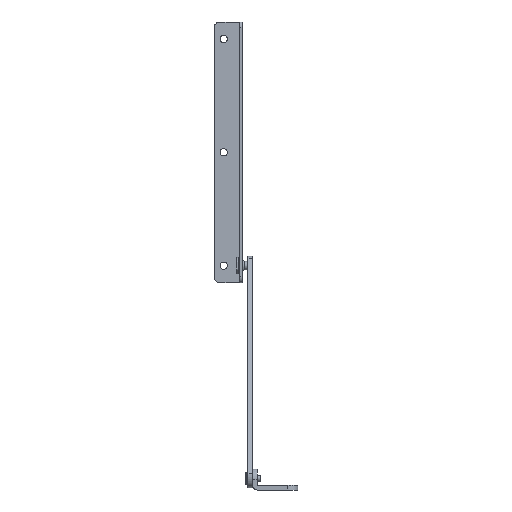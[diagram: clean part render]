
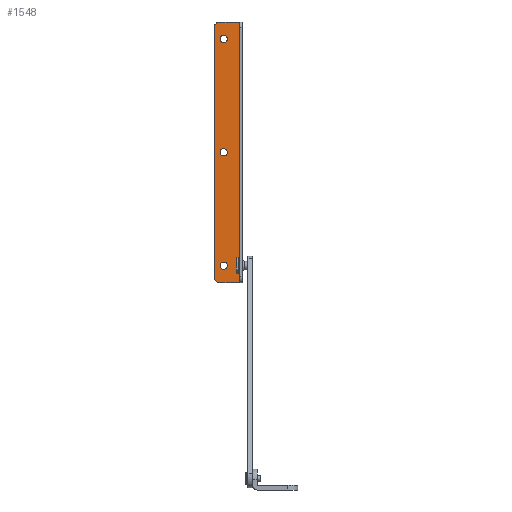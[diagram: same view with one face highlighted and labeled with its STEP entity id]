
A CAD part, left-side view. The second image highlights one B-rep face of the part: STEP entity #1548.
In plain terms, the highlighted planar face has unit normal (-1, 0, 0).
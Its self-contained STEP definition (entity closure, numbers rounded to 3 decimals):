
#24 = ORIENTED_EDGE ( 'NONE', *, *, #1744, .T. ) ;
#98 = ORIENTED_EDGE ( 'NONE', *, *, #836, .T. ) ;
#105 = AXIS2_PLACEMENT_3D ( 'NONE', #1620, #1137, #1610 ) ;
#128 = DIRECTION ( 'NONE',  ( -1., 0., 0. ) ) ;
#133 = CARTESIAN_POINT ( 'NONE',  ( 140., 38., 404. ) ) ;
#141 = CIRCLE ( 'NONE', #105, 3.2 ) ;
#184 = LINE ( 'NONE', #341, #1167 ) ;
#185 = CARTESIAN_POINT ( 'NONE',  ( 140., 38., 184. ) ) ;
#194 = ORIENTED_EDGE ( 'NONE', *, *, #1826, .F. ) ;
#222 = DIRECTION ( 'NONE',  ( 0., -1., 0. ) ) ;
#248 = CARTESIAN_POINT ( 'NONE',  ( 140., 29.5, 194. ) ) ;
#258 = AXIS2_PLACEMENT_3D ( 'NONE', #1380, #1038, #1048 ) ;
#287 = DIRECTION ( 'NONE',  ( 0., 0., 1. ) ) ;
#298 = FACE_BOUND ( 'NONE', #1502, .T. ) ;
#341 = CARTESIAN_POINT ( 'NONE',  ( 140., 33., 409. ) ) ;
#348 = CARTESIAN_POINT ( 'NONE',  ( 140., 29.5, 390.8 ) ) ;
#360 = AXIS2_PLACEMENT_3D ( 'NONE', #1872, #372, #1600 ) ;
#372 = DIRECTION ( 'NONE',  ( -1., 0., 0. ) ) ;
#377 = CARTESIAN_POINT ( 'NONE',  ( 140., 29.5, 190.8 ) ) ;
#408 = VERTEX_POINT ( 'NONE', #449 ) ;
#430 = VERTEX_POINT ( 'NONE', #1369 ) ;
#432 = EDGE_CURVE ( 'NONE', #1082, #1082, #1107, .T. ) ;
#442 = ORIENTED_EDGE ( 'NONE', *, *, #1157, .F. ) ;
#448 = CARTESIAN_POINT ( 'NONE',  ( 140., 38., 179. ) ) ;
#449 = CARTESIAN_POINT ( 'NONE',  ( 140., 15.5, 409. ) ) ;
#463 = VERTEX_POINT ( 'NONE', #1817 ) ;
#468 = EDGE_LOOP ( 'NONE', ( #194 ) ) ;
#506 = CARTESIAN_POINT ( 'NONE',  ( 140., 29.5, 290.8 ) ) ;
#543 = DIRECTION ( 'NONE',  ( -1., 0., 0. ) ) ;
#555 = VERTEX_POINT ( 'NONE', #185 ) ;
#571 = AXIS2_PLACEMENT_3D ( 'NONE', #661, #1709, #816 ) ;
#577 = CARTESIAN_POINT ( 'NONE',  ( 140., 15.5, 179. ) ) ;
#661 = CARTESIAN_POINT ( 'NONE',  ( 140., 33., 184. ) ) ;
#666 = CARTESIAN_POINT ( 'NONE',  ( 140., 33., 179. ) ) ;
#681 = DIRECTION ( 'NONE',  ( 0., 0., 1. ) ) ;
#686 = DIRECTION ( 'NONE',  ( 0., -1., 0. ) ) ;
#694 = DIRECTION ( 'NONE',  ( 0., 0., -1. ) ) ;
#707 = DIRECTION ( 'NONE',  ( 0., 0., 1. ) ) ;
#731 = PLANE ( 'NONE',  #1381 ) ;
#788 = ORIENTED_EDGE ( 'NONE', *, *, #1631, .T. ) ;
#798 = VERTEX_POINT ( 'NONE', #348 ) ;
#816 = DIRECTION ( 'NONE',  ( 0., 1., 0. ) ) ;
#827 = LINE ( 'NONE', #1103, #1838 ) ;
#836 = EDGE_CURVE ( 'NONE', #1109, #408, #1311, .T. ) ;
#863 = FACE_BOUND ( 'NONE', #468, .T. ) ;
#882 = EDGE_LOOP ( 'NONE', ( #1511 ) ) ;
#946 = CARTESIAN_POINT ( 'NONE',  ( 140., 15.5, 179. ) ) ;
#956 = CIRCLE ( 'NONE', #360, 5. ) ;
#989 = ORIENTED_EDGE ( 'NONE', *, *, #1049, .T. ) ;
#995 = EDGE_CURVE ( 'NONE', #430, #408, #184, .T. ) ;
#1038 = DIRECTION ( 'NONE',  ( -1., 0., 0. ) ) ;
#1042 = ORIENTED_EDGE ( 'NONE', *, *, #1783, .F. ) ;
#1048 = DIRECTION ( 'NONE',  ( 0., 0., -1. ) ) ;
#1049 = EDGE_CURVE ( 'NONE', #555, #463, #1160, .T. ) ;
#1082 = VERTEX_POINT ( 'NONE', #506 ) ;
#1103 = CARTESIAN_POINT ( 'NONE',  ( 140., 38., 184. ) ) ;
#1107 = CIRCLE ( 'NONE', #258, 3.2 ) ;
#1109 = VERTEX_POINT ( 'NONE', #946 ) ;
#1137 = DIRECTION ( 'NONE',  ( -1., 0., 0. ) ) ;
#1157 = EDGE_CURVE ( 'NONE', #555, #1205, #827, .T. ) ;
#1160 = CIRCLE ( 'NONE', #571, 5. ) ;
#1167 = VECTOR ( 'NONE', #222, 1000. ) ;
#1205 = VERTEX_POINT ( 'NONE', #133 ) ;
#1235 = VERTEX_POINT ( 'NONE', #377 ) ;
#1311 = LINE ( 'NONE', #577, #1476 ) ;
#1343 = ORIENTED_EDGE ( 'NONE', *, *, #995, .F. ) ;
#1348 = FACE_OUTER_BOUND ( 'NONE', #1351, .T. ) ;
#1351 = EDGE_LOOP ( 'NONE', ( #442, #989, #24, #98, #1343, #788 ) ) ;
#1369 = CARTESIAN_POINT ( 'NONE',  ( 140., 33., 409. ) ) ;
#1380 = CARTESIAN_POINT ( 'NONE',  ( 140., 29.5, 294. ) ) ;
#1381 = AXIS2_PLACEMENT_3D ( 'NONE', #448, #128, #707 ) ;
#1403 = VECTOR ( 'NONE', #686, 1000. ) ;
#1434 = AXIS2_PLACEMENT_3D ( 'NONE', #248, #543, #694 ) ;
#1476 = VECTOR ( 'NONE', #287, 1000. ) ;
#1502 = EDGE_LOOP ( 'NONE', ( #1042 ) ) ;
#1511 = ORIENTED_EDGE ( 'NONE', *, *, #432, .F. ) ;
#1548 = ADVANCED_FACE ( 'NONE', ( #1348, #1933, #863, #298 ), #731, .T. ) ;
#1600 = DIRECTION ( 'NONE',  ( 0., 0., 1. ) ) ;
#1610 = DIRECTION ( 'NONE',  ( 0., 0., -1. ) ) ;
#1612 = LINE ( 'NONE', #666, #1403 ) ;
#1620 = CARTESIAN_POINT ( 'NONE',  ( 140., 29.5, 394. ) ) ;
#1631 = EDGE_CURVE ( 'NONE', #430, #1205, #956, .T. ) ;
#1709 = DIRECTION ( 'NONE',  ( -1., 0., 0. ) ) ;
#1744 = EDGE_CURVE ( 'NONE', #463, #1109, #1612, .T. ) ;
#1783 = EDGE_CURVE ( 'NONE', #798, #798, #141, .T. ) ;
#1817 = CARTESIAN_POINT ( 'NONE',  ( 140., 33., 179. ) ) ;
#1826 = EDGE_CURVE ( 'NONE', #1235, #1235, #1851, .T. ) ;
#1838 = VECTOR ( 'NONE', #681, 1000. ) ;
#1851 = CIRCLE ( 'NONE', #1434, 3.2 ) ;
#1872 = CARTESIAN_POINT ( 'NONE',  ( 140., 33., 404. ) ) ;
#1933 = FACE_BOUND ( 'NONE', #882, .T. ) ;
